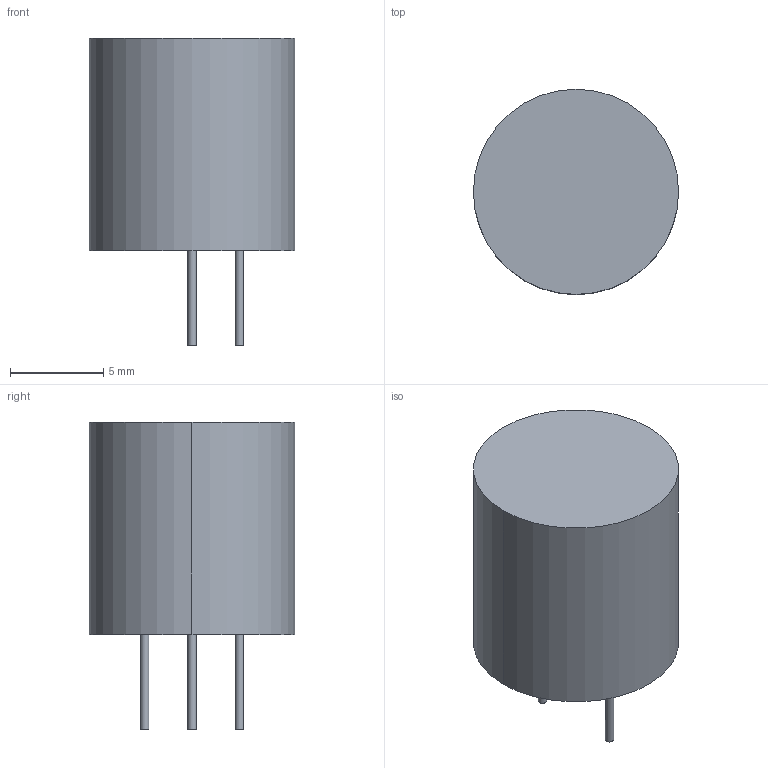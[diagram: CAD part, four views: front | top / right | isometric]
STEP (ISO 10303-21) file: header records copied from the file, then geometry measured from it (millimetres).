
FILE_DESCRIPTION(('FreeCAD Model'),'2;1');
FILE_NAME('2228273.2.1.stp','2021-10-27T00:12:44',( 'Author'),(''),'Open CASCADE STEP processor 6.9','FreeCAD','Unknown' );
FILE_SCHEMA(('AUTOMOTIVE_DESIGN { 1 0 10303 214 1 1 1 1 }'));
Length unit declared in the file: millimetre
Products named in the file (3): ASSEMBLY; Body; Leads
Assembly tree (2 placements, depth 2):
  ASSEMBLY
    Body
    Leads
Bounding box: 11 x 11 x 16.5 mm (x, y, z)
Volume: 1085.8 mm3; surface area: 606.6 mm2
Topology: 4 solids, 6 shells, 15 faces, 15 edges, 10 vertices
Faces by surface type: plane 10, cylinder 5
Full cylindrical faces by diameter (mm): 0.45 x3
Entity records: 634 total; most frequent: DIRECTION 103, CARTESIAN_POINT 85, ORIENTED_EDGE 42, PCURVE 38, DEFINITIONAL_REPRESENTATION 38, LINE 37, VECTOR 37, AXIS2_PLACEMENT_3D 28
